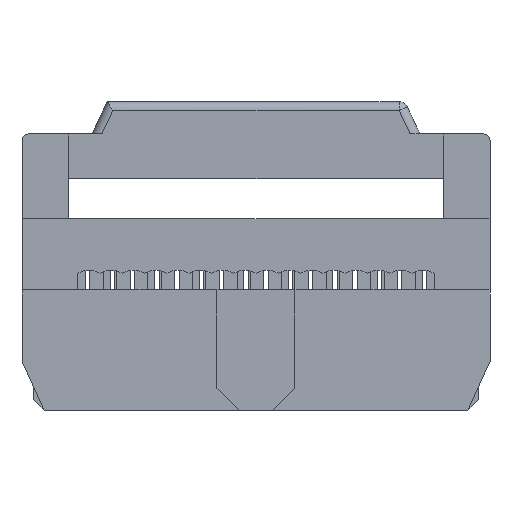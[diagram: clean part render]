
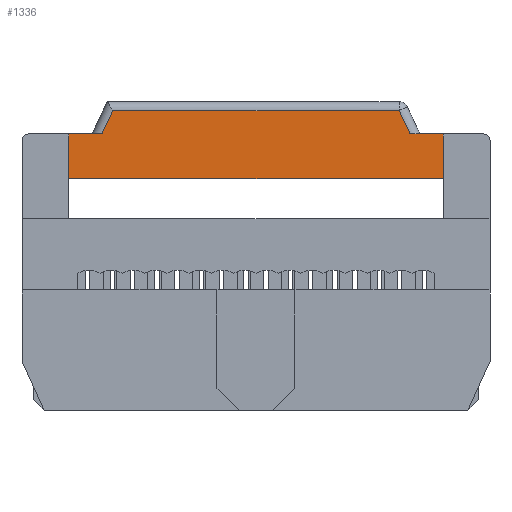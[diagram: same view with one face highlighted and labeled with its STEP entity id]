
A CAD part, front view. The second image highlights one B-rep face of the part: STEP entity #1336.
In plain terms, the highlighted planar face has unit normal (0, -1, 0).
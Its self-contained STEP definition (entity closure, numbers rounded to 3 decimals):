
#1336 = ADVANCED_FACE( '', ( #2719 ), #2720, .F. );
#2719 = FACE_OUTER_BOUND( '', #4218, .T. );
#2720 = PLANE( '', #4219 );
#4218 = EDGE_LOOP( '', ( #7725, #7726, #7727, #7728, #7729, #7730, #7731, #7732 ) );
#4219 = AXIS2_PLACEMENT_3D( '', #7733, #7734, #7735 );
#7725 = ORIENTED_EDGE( '', *, *, #9565, .T. );
#7726 = ORIENTED_EDGE( '', *, *, #10201, .T. );
#7727 = ORIENTED_EDGE( '', *, *, #10876, .F. );
#7728 = ORIENTED_EDGE( '', *, *, #9407, .T. );
#7729 = ORIENTED_EDGE( '', *, *, #10346, .T. );
#7730 = ORIENTED_EDGE( '', *, *, #10877, .T. );
#7731 = ORIENTED_EDGE( '', *, *, #10878, .T. );
#7732 = ORIENTED_EDGE( '', *, *, #10461, .T. );
#7733 = CARTESIAN_POINT( '', ( 8.4, -1.75, -19.85 ) );
#7734 = DIRECTION( '', ( 0., 1., 0. ) );
#7735 = DIRECTION( '', ( -1., 0., 0. ) );
#9407 = EDGE_CURVE( '', #11252, #11250, #11253, .T. );
#9565 = EDGE_CURVE( '', #11527, #11532, #11534, .T. );
#10201 = EDGE_CURVE( '', #11532, #12579, #12580, .T. );
#10346 = EDGE_CURVE( '', #11250, #12809, #12811, .T. );
#10461 = EDGE_CURVE( '', #12973, #11527, #12977, .T. );
#10876 = EDGE_CURVE( '', #11252, #12579, #13534, .T. );
#10877 = EDGE_CURVE( '', #12809, #13535, #13536, .T. );
#10878 = EDGE_CURVE( '', #13535, #12973, #13537, .T. );
#11250 = VERTEX_POINT( '', #13959 );
#11252 = VERTEX_POINT( '', #13962 );
#11253 = LINE( '', #13963, #13964 );
#11527 = VERTEX_POINT( '', #14352 );
#11532 = VERTEX_POINT( '', #14358 );
#11534 = LINE( '', #14360, #14361 );
#12579 = VERTEX_POINT( '', #15864 );
#12580 = LINE( '', #15865, #15866 );
#12809 = VERTEX_POINT( '', #16209 );
#12811 = LINE( '', #16212, #16213 );
#12973 = VERTEX_POINT( '', #16450 );
#12977 = LINE( '', #16455, #16456 );
#13534 = LINE( '', #17308, #17309 );
#13535 = VERTEX_POINT( '', #17310 );
#13536 = LINE( '', #17311, #17312 );
#13537 = LINE( '', #17313, #17314 );
#13959 = CARTESIAN_POINT( '', ( 8.4, -1.75, -0.1 ) );
#13962 = CARTESIAN_POINT( '', ( -8.4, -1.75, -0.1 ) );
#13963 = CARTESIAN_POINT( '', ( -8.4, -1.75, -0.1 ) );
#13964 = VECTOR( '', #17852, 1000. );
#14352 = CARTESIAN_POINT( '', ( -6.419, -1.75, 2.95 ) );
#14358 = CARTESIAN_POINT( '', ( -6.909, -1.75, 1.9 ) );
#14360 = CARTESIAN_POINT( '', ( -12.505, -1.75, -10.102 ) );
#14361 = VECTOR( '', #18004, 1000. );
#15864 = CARTESIAN_POINT( '', ( -8.4, -1.75, 1.9 ) );
#15865 = CARTESIAN_POINT( '', ( 8.4, -1.75, 1.9 ) );
#15866 = VECTOR( '', #18601, 1000. );
#16209 = CARTESIAN_POINT( '', ( 8.4, -1.75, 1.9 ) );
#16212 = CARTESIAN_POINT( '', ( 8.4, -1.75, -19.85 ) );
#16213 = VECTOR( '', #18741, 1000. );
#16450 = CARTESIAN_POINT( '', ( 6.419, -1.75, 2.95 ) );
#16455 = CARTESIAN_POINT( '', ( 8.4, -1.75, 2.95 ) );
#16456 = VECTOR( '', #18863, 1000. );
#17308 = CARTESIAN_POINT( '', ( -8.4, -1.75, -19.85 ) );
#17309 = VECTOR( '', #19219, 1000. );
#17310 = CARTESIAN_POINT( '', ( 6.909, -1.75, 1.9 ) );
#17311 = CARTESIAN_POINT( '', ( 8.4, -1.75, 1.9 ) );
#17312 = VECTOR( '', #19220, 1000. );
#17313 = CARTESIAN_POINT( '', ( 15.506, -1.75, -16.537 ) );
#17314 = VECTOR( '', #19221, 1000. );
#17852 = DIRECTION( '', ( 1., 0., 0. ) );
#18004 = DIRECTION( '', ( -0.423, 0., -0.906 ) );
#18601 = DIRECTION( '', ( -1., 0., 0. ) );
#18741 = DIRECTION( '', ( 0., 0., 1. ) );
#18863 = DIRECTION( '', ( -1., 0., 0. ) );
#19219 = DIRECTION( '', ( 0., 0., 1. ) );
#19220 = DIRECTION( '', ( -1., 0., 0. ) );
#19221 = DIRECTION( '', ( -0.423, 0., 0.906 ) );
